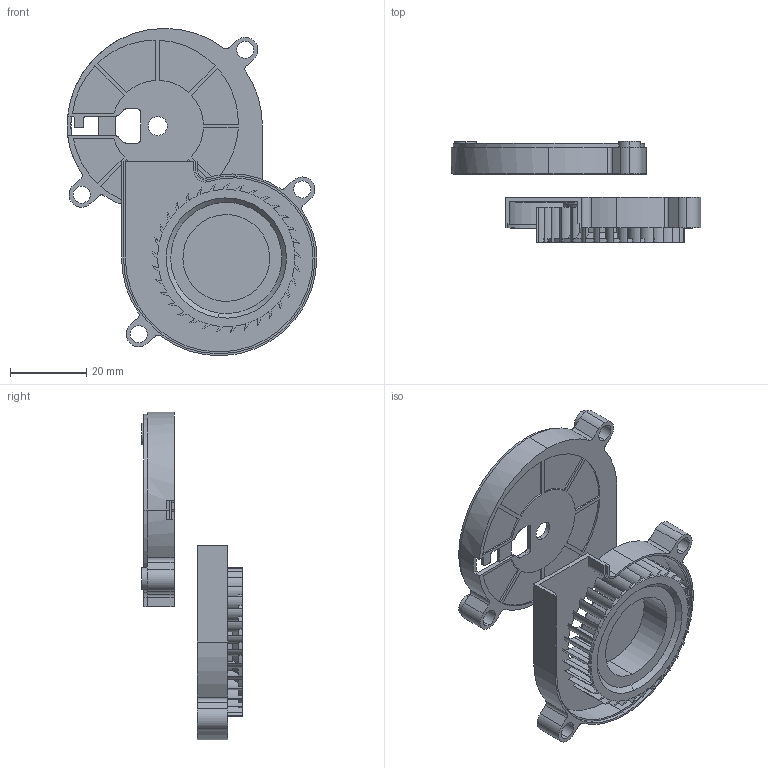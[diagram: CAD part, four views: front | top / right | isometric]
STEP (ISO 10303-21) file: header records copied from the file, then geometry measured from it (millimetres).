
FILE_DESCRIPTION(('FreeCAD Model'),'2;1');
FILE_NAME('Open CASCADE Shape Model','2023-03-22T15:46:10',(''),(''), 'Open CASCADE STEP processor 7.6','FreeCAD','Unknown');
FILE_SCHEMA(('AUTOMOTIVE_DESIGN { 1 0 10303 214 1 1 1 1 }'));
Length unit declared in the file: millimetre
Products named in the file (4): fan_e3d; turbine; top; bottom
Assembly tree (3 placements, depth 2):
  fan_e3d
    turbine
    top
    bottom
Bounding box: 65.6 x 26.41 x 85.98 mm (x, y, z)
Volume: 8649.8 mm3; surface area: 19328.3 mm2
Topology: 4 solids, 4 shells, 397 faces, 1729 edges, 3343 vertices
Faces by surface type: cylinder 210, plane 146, cone 36, torus 3, revolution 2
Entity records: 39452 total; most frequent: CARTESIAN_POINT 12590, DIRECTION 5080, LINE 2241, VECTOR 2241, ORIENTED_EDGE 2130, PCURVE 2130, DEFINITIONAL_REPRESENTATION 2130, AXIS2_PLACEMENT_3D 1233
